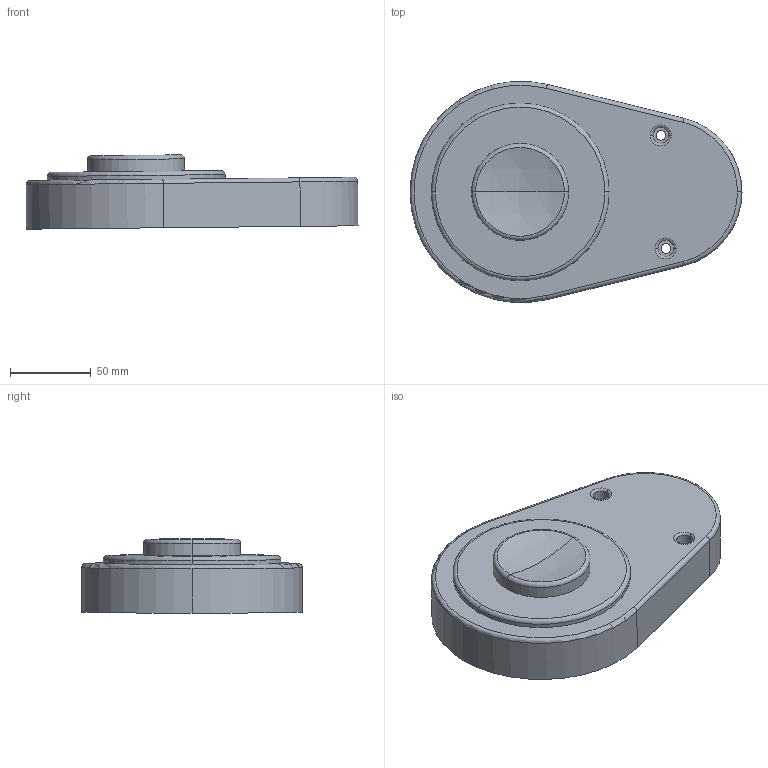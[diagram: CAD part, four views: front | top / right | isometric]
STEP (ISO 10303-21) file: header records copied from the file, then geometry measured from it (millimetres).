
FILE_DESCRIPTION (( 'STEP AP214' ), '1' );
FILE_NAME ('Part4.STEP', '2024-07-02T05:40:53', ( '' ), ( '' ), 'SwSTEP 2.0', 'SolidWorks 2022', '' );
FILE_SCHEMA (( 'AUTOMOTIVE_DESIGN' ));
Length unit declared in the file: millimetre
Products named in the file (1): Part4
Bounding box: 205.37 x 136.58 x 45.97 mm (x, y, z)
Volume: 710265.4 mm3; surface area: 63354.6 mm2
Topology: 1 solids, 1 shells, 37 faces, 80 edges, 49 vertices
Faces by surface type: cylinder 17, torus 11, plane 7, sphere 2
Entity records: 1069 total; most frequent: DIRECTION 213, CARTESIAN_POINT 167, ORIENTED_EDGE 160, AXIS2_PLACEMENT_3D 95, EDGE_CURVE 80, CIRCLE 57, VERTEX_POINT 49, EDGE_LOOP 45
